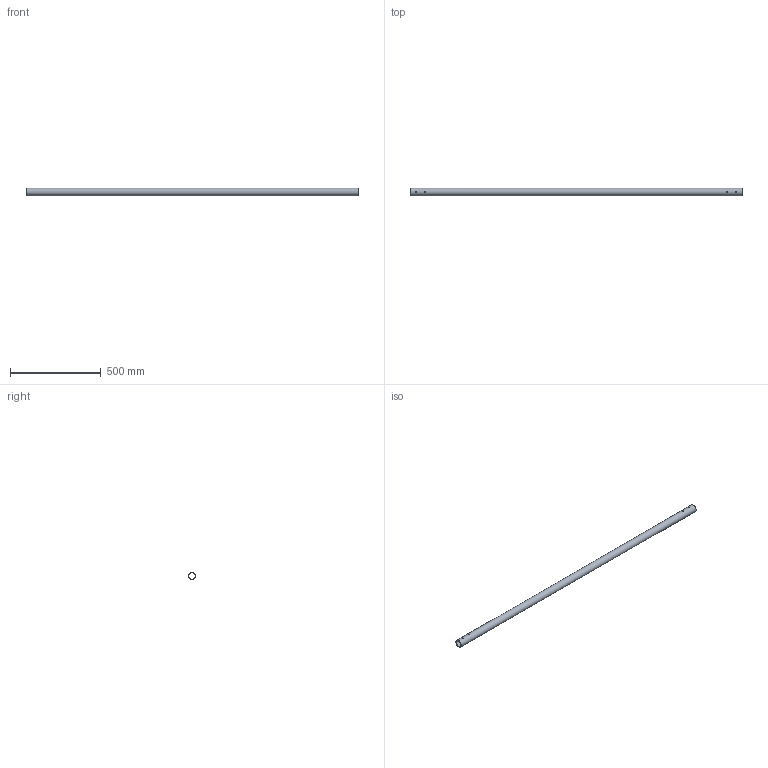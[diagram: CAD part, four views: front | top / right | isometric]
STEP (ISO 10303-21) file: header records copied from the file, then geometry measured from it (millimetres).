
FILE_DESCRIPTION(/* description */ (''),/* implementation_level */ '2;1');
FILE_NAME(/* name */ 'FE-00005-04.ipt.stp',/* time_stamp */ '2018-01-01T11:14:37-08:00',/* author */ ('PhillipD'),/* organization */ (''),/* preprocessor_version */ 'ST-DEVELOPER v16.13',/* originating_system */ 'Autodesk Inventor 2018',/* authorisation */ '');
FILE_SCHEMA (('AP203_CONFIGURATION_CONTROLLED_3D_DESIGN_OF_MECHANICAL_PARTS_AND_ASSEMBLIES_MIM_LF { 1 0 10303 203 3 1 4 }','AUTOMOTIVE_DESIGN { 1 0 10303 214 3 1 1 }'));
Length unit declared in the file: inch
Products named in the file (1): FE-00005-04
Bounding box: 1828.8 x 42.16 x 42.16 mm (x, y, z)
Volume: 787876.2 mm3; surface area: 444558.4 mm2
Topology: 1 solids, 1 shells, 12 faces, 50 edges, 32 vertices
Faces by surface type: cylinder 10, plane 2
Full cylindrical faces by diameter (mm): 6.35 x8, 35.052 x1, 42.164 x1
Entity records: 893 total; most frequent: CARTESIAN_POINT 581, EDGE_LOOP 40, ORIENTED_EDGE 40, DIRECTION 34, FACE_BOUND 28, VERTEX_POINT 20, EDGE_CURVE 20, AXIS2_PLACEMENT_3D 17
